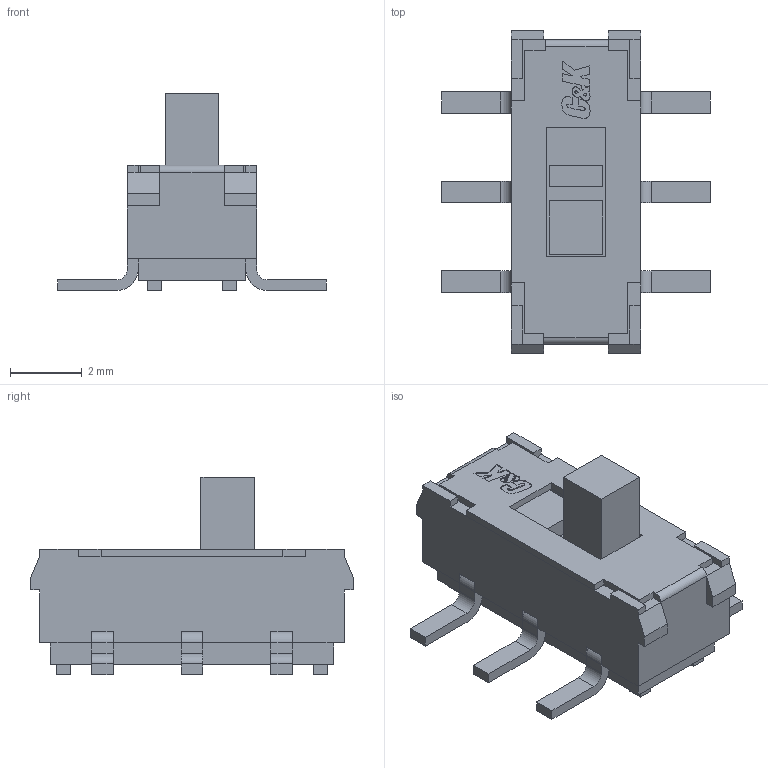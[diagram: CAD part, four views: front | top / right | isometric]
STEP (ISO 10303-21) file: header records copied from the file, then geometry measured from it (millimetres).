
FILE_DESCRIPTION(/* description */ (''),/* implementation_level */ '2;1');
FILE_NAME(/* name */ 'C_K - JS202011SCQN.step',/* time_stamp */ '2020-03-31T22:58:10+01:00',/* author */ (''),/* organization */ (''),/* preprocessor_version */ 'ST-DEVELOPER v18',/* originating_system */ 'Autodesk Translation Framework v8.12.0.6',/* authorisation */ '');
FILE_SCHEMA (('AUTOMOTIVE_DESIGN { 1 0 10303 214 3 1 1 }'));
Length unit declared in the file: millimetre
Products named in the file (2): C_K - JS202011SCQN; JS202011SCQN v1
Assembly tree (1 placements, depth 2):
  C_K - JS202011SCQN
    JS202011SCQN v1
Bounding box: 7.5 x 9 x 5.5 mm (x, y, z)
Volume: 97.8 mm3; surface area: 209.7 mm2
Topology: 1 solids, 1 shells, 241 faces, 630 edges, 411 vertices
Faces by surface type: plane 201, cylinder 20, bspline 20
Entity records: 7785 total; most frequent: CARTESIAN_POINT 1765, ORIENTED_EDGE 1260, DIRECTION 1080, EDGE_CURVE 630, LINE 548, VECTOR 548, VERTEX_POINT 411, AXIS2_PLACEMENT_3D 266
